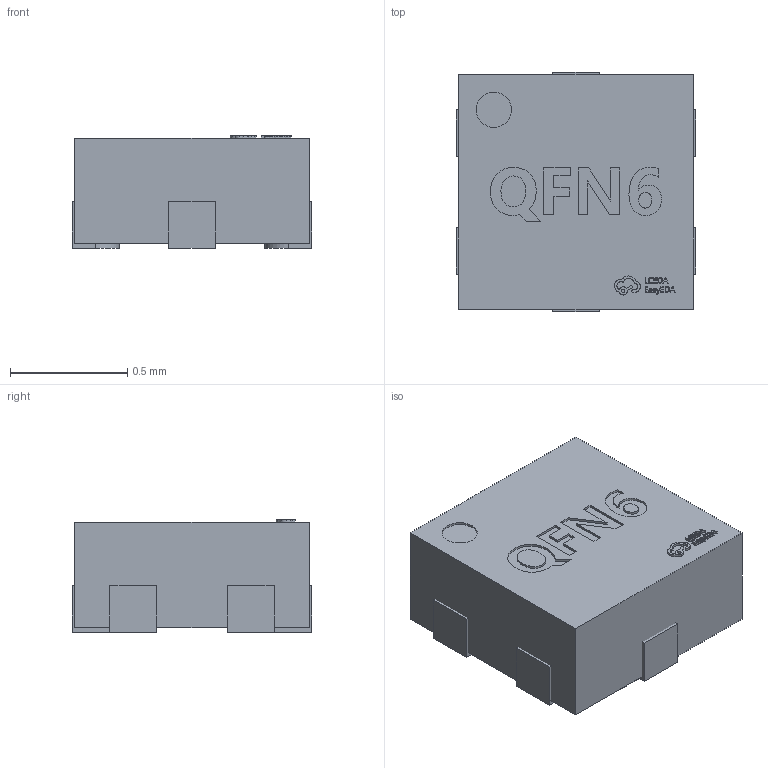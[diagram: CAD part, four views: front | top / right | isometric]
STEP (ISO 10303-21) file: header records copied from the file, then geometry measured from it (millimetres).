
FILE_DESCRIPTION (( 'STEP AP214' ), '1' );
FILE_NAME ('QFN-6_L1.0-W1.0-H0.5_P0.50.step', '2022-07-15T03:43:35', ( '' ), ( '' ), 'SwSTEP 2.0', 'SolidWorks 2020', '' );
FILE_SCHEMA (( 'AUTOMOTIVE_DESIGN' ));
Length unit declared in the file: millimetre
Products named in the file (1): QFN-6_L1.0-W1.0-H0.5_P0.50
Bounding box: 1.02 x 1.02 x 0.48 mm (x, y, z)
Volume: 0.5 mm3; surface area: 5.4 mm2
Topology: 7 solids, 7 shells, 387 faces, 1020 edges, 680 vertices
Faces by surface type: plane 241, bspline 138, cylinder 8
Entity records: 18739 total; most frequent: CARTESIAN_POINT 5746, ORIENTED_EDGE 2040, DIRECTION 1256, EDGE_CURVE 1020, LINE 724, VECTOR 724, VERTEX_POINT 680, EDGE_LOOP 420
